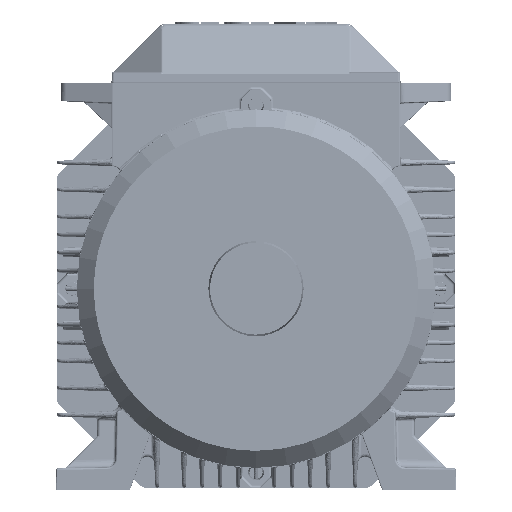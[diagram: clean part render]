
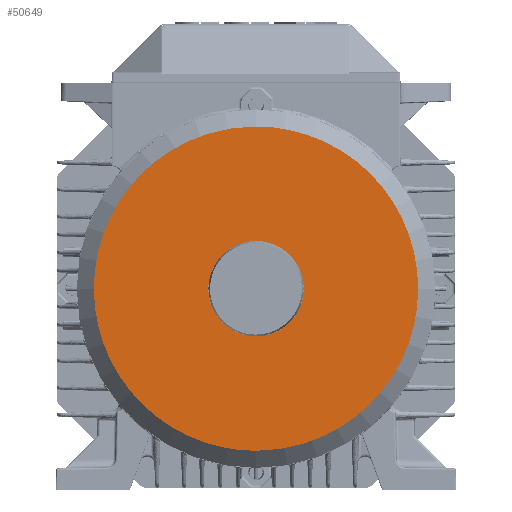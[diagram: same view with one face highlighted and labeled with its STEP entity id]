
A CAD part, left-side view. The second image highlights one B-rep face of the part: STEP entity #50649.
In plain terms, the highlighted planar face has unit normal (-1, 0, 0).
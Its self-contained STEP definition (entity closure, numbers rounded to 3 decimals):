
#467=FACE_BOUND('',#57676,.T.);
#468=FACE_BOUND('',#57677,.T.);
#6406=PLANE('',#121705);
#50649=ADVANCED_FACE('',(#467,#468),#6406,.T.);
#57676=EDGE_LOOP('',(#71704,#71705));
#57677=EDGE_LOOP('',(#71706,#71707));
#71704=ORIENTED_EDGE('',*,*,#105104,.T.);
#71705=ORIENTED_EDGE('',*,*,#105105,.T.);
#71706=ORIENTED_EDGE('',*,*,#105106,.T.);
#71707=ORIENTED_EDGE('',*,*,#105107,.T.);
#88406=VERTEX_POINT('',#207141);
#88407=VERTEX_POINT('',#207142);
#88408=VERTEX_POINT('',#207179);
#88409=VERTEX_POINT('',#207180);
#105104=EDGE_CURVE('',#88406,#88407,#114222,.T.);
#105105=EDGE_CURVE('',#88407,#88406,#114223,.T.);
#105106=EDGE_CURVE('',#88408,#88409,#114224,.T.);
#105107=EDGE_CURVE('',#88409,#88408,#114225,.T.);
#114222=B_SPLINE_CURVE_WITH_KNOTS('',3,(#207123,#207124,#207125,#207126,
#207127,#207128,#207129,#207130,#207131,#207132,#207133,#207134,#207135,
#207136,#207137,#207138,#207139,#207140),.UNSPECIFIED.,.F.,.F.,(4,2,2,2,
2,2,2,2,4),(0.,0.125,0.25,0.375,0.5,0.625,0.75,0.875,1.),.UNSPECIFIED.);
#114223=B_SPLINE_CURVE_WITH_KNOTS('',3,(#207143,#207144,#207145,#207146,
#207147,#207148,#207149,#207150,#207151,#207152,#207153,#207154,#207155,
#207156,#207157,#207158,#207159,#207160),.UNSPECIFIED.,.F.,.F.,(4,2,2,2,
2,2,2,2,4),(0.,0.125,0.25,0.375,0.5,0.625,0.75,0.875,1.),.UNSPECIFIED.);
#114224=B_SPLINE_CURVE_WITH_KNOTS('',3,(#207161,#207162,#207163,#207164,
#207165,#207166,#207167,#207168,#207169,#207170,#207171,#207172,#207173,
#207174,#207175,#207176,#207177,#207178),.UNSPECIFIED.,.F.,.F.,(4,2,2,2,
2,2,2,2,4),(0.,0.125,0.25,0.375,0.5,0.625,0.75,0.875,1.),.UNSPECIFIED.);
#114225=B_SPLINE_CURVE_WITH_KNOTS('',3,(#207181,#207182,#207183,#207184,
#207185,#207186,#207187,#207188,#207189,#207190,#207191,#207192,#207193,
#207194,#207195,#207196,#207197,#207198),.UNSPECIFIED.,.F.,.F.,(4,2,2,2,
2,2,2,2,4),(0.,0.125,0.25,0.375,0.5,0.625,0.75,0.875,1.),.UNSPECIFIED.);
#121705=AXIS2_PLACEMENT_3D('',#207199,#135821,#135822);
#135821=DIRECTION('',(-1.,0.,0.));
#135822=DIRECTION('',(0.,0.,1.));
#207123=CARTESIAN_POINT('',(-45.,0.,26.438));
#207124=CARTESIAN_POINT('',(-45.,-3.509,26.438));
#207125=CARTESIAN_POINT('',(-45.,-6.88,25.766));
#207126=CARTESIAN_POINT('',(-45.,-13.355,23.084));
#207127=CARTESIAN_POINT('',(-45.,-16.216,21.172));
#207128=CARTESIAN_POINT('',(-45.,-21.172,16.217));
#207129=CARTESIAN_POINT('',(-45.,-23.084,13.355));
#207130=CARTESIAN_POINT('',(-45.,-25.767,6.88));
#207131=CARTESIAN_POINT('',(-45.,-26.438,3.504));
#207132=CARTESIAN_POINT('',(-45.,-26.438,-3.504));
#207133=CARTESIAN_POINT('',(-45.,-25.766,-6.88));
#207134=CARTESIAN_POINT('',(-45.,-23.084,-13.355));
#207135=CARTESIAN_POINT('',(-45.,-21.172,-16.216));
#207136=CARTESIAN_POINT('',(-45.,-16.217,-21.172));
#207137=CARTESIAN_POINT('',(-45.,-13.355,-23.084));
#207138=CARTESIAN_POINT('',(-45.,-6.88,-25.767));
#207139=CARTESIAN_POINT('',(-45.,-3.51,-26.438));
#207140=CARTESIAN_POINT('',(-45.,0.,-26.438));
#207141=CARTESIAN_POINT('',(-45.,0.,26.438));
#207142=CARTESIAN_POINT('',(-45.,0.,-26.438));
#207143=CARTESIAN_POINT('',(-45.,0.,-26.438));
#207144=CARTESIAN_POINT('',(-45.,3.509,-26.438));
#207145=CARTESIAN_POINT('',(-45.,6.88,-25.766));
#207146=CARTESIAN_POINT('',(-45.,13.355,-23.084));
#207147=CARTESIAN_POINT('',(-45.,16.216,-21.172));
#207148=CARTESIAN_POINT('',(-45.,21.172,-16.217));
#207149=CARTESIAN_POINT('',(-45.,23.084,-13.355));
#207150=CARTESIAN_POINT('',(-45.,25.767,-6.88));
#207151=CARTESIAN_POINT('',(-45.,26.438,-3.504));
#207152=CARTESIAN_POINT('',(-45.,26.438,3.504));
#207153=CARTESIAN_POINT('',(-45.,25.766,6.88));
#207154=CARTESIAN_POINT('',(-45.,23.084,13.355));
#207155=CARTESIAN_POINT('',(-45.,21.172,16.216));
#207156=CARTESIAN_POINT('',(-45.,16.217,21.172));
#207157=CARTESIAN_POINT('',(-45.,13.355,23.084));
#207158=CARTESIAN_POINT('',(-45.,6.88,25.767));
#207159=CARTESIAN_POINT('',(-45.,3.51,26.438));
#207160=CARTESIAN_POINT('',(-45.,0.,26.438));
#207161=CARTESIAN_POINT('',(-45.,0.,-90.));
#207162=CARTESIAN_POINT('',(-45.,-11.822,-90.));
#207163=CARTESIAN_POINT('',(-45.,-23.524,-87.671));
#207164=CARTESIAN_POINT('',(-45.,-45.359,-78.627));
#207165=CARTESIAN_POINT('',(-45.,-55.283,-71.996));
#207166=CARTESIAN_POINT('',(-45.,-71.996,-55.284));
#207167=CARTESIAN_POINT('',(-45.,-78.627,-45.359));
#207168=CARTESIAN_POINT('',(-45.,-87.672,-23.524));
#207169=CARTESIAN_POINT('',(-45.,-90.,-11.817));
#207170=CARTESIAN_POINT('',(-45.,-90.,11.817));
#207171=CARTESIAN_POINT('',(-45.,-87.671,23.524));
#207172=CARTESIAN_POINT('',(-45.,-78.627,45.359));
#207173=CARTESIAN_POINT('',(-45.,-71.996,55.283));
#207174=CARTESIAN_POINT('',(-45.,-55.284,71.996));
#207175=CARTESIAN_POINT('',(-45.,-45.359,78.627));
#207176=CARTESIAN_POINT('',(-45.,-23.524,87.672));
#207177=CARTESIAN_POINT('',(-45.,-11.824,90.));
#207178=CARTESIAN_POINT('',(-45.,0.,90.));
#207179=CARTESIAN_POINT('',(-45.,0.,-90.));
#207180=CARTESIAN_POINT('',(-45.,0.,90.));
#207181=CARTESIAN_POINT('',(-45.,0.,90.));
#207182=CARTESIAN_POINT('',(-45.,11.822,90.));
#207183=CARTESIAN_POINT('',(-45.,23.524,87.671));
#207184=CARTESIAN_POINT('',(-45.,45.359,78.627));
#207185=CARTESIAN_POINT('',(-45.,55.283,71.996));
#207186=CARTESIAN_POINT('',(-45.,71.996,55.284));
#207187=CARTESIAN_POINT('',(-45.,78.627,45.359));
#207188=CARTESIAN_POINT('',(-45.,87.672,23.524));
#207189=CARTESIAN_POINT('',(-45.,90.,11.817));
#207190=CARTESIAN_POINT('',(-45.,90.,-11.817));
#207191=CARTESIAN_POINT('',(-45.,87.671,-23.524));
#207192=CARTESIAN_POINT('',(-45.,78.627,-45.359));
#207193=CARTESIAN_POINT('',(-45.,71.996,-55.283));
#207194=CARTESIAN_POINT('',(-45.,55.284,-71.996));
#207195=CARTESIAN_POINT('',(-45.,45.359,-78.627));
#207196=CARTESIAN_POINT('',(-45.,23.524,-87.672));
#207197=CARTESIAN_POINT('',(-45.,11.824,-90.));
#207198=CARTESIAN_POINT('',(-45.,0.,-90.));
#207199=CARTESIAN_POINT('',(-45.,-91.08,-91.08));
